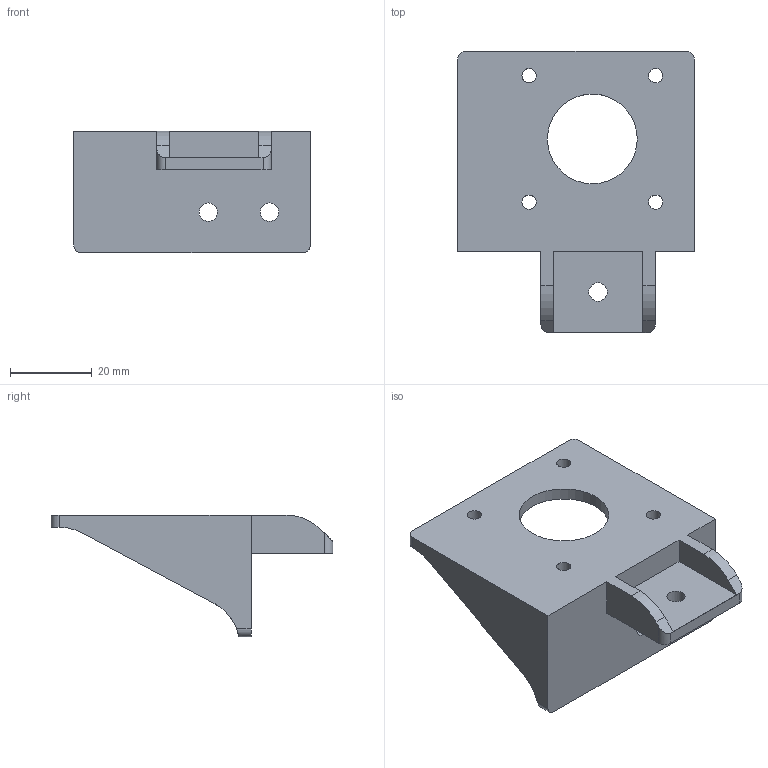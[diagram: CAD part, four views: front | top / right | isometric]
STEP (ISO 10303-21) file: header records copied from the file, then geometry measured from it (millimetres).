
FILE_DESCRIPTION(/* description */ (''),/* implementation_level */ '2;1');
FILE_NAME(/* name */ 'Motor Bracket Right.stp',/* time_stamp */ '2019-04-07T17:00:10+01:00',/* author */ ('Ax'),/* organization */ (''),/* preprocessor_version */ 'ST-DEVELOPER v17.2',/* originating_system */ 'Autodesk Inventor 2019',/* authorisation */ '');
FILE_SCHEMA (('AUTOMOTIVE_DESIGN { 1 0 10303 214 3 1 1 }'));
Length unit declared in the file: millimetre
Products named in the file (1): Motor Bracket Right
Bounding box: 58 x 69 x 29.85 mm (x, y, z)
Volume: 16826.9 mm3; surface area: 12459.2 mm2
Topology: 1 solids, 1 shells, 41 faces, 122 edges, 83 vertices
Faces by surface type: plane 21, cylinder 20
Full cylindrical faces by diameter (mm): 3.5 x4, 4.5 x3, 22 x1
Entity records: 1488 total; most frequent: CARTESIAN_POINT 265, DIRECTION 249, ORIENTED_EDGE 244, EDGE_CURVE 122, AXIS2_PLACEMENT_3D 87, VERTEX_POINT 83, LINE 75, VECTOR 75
